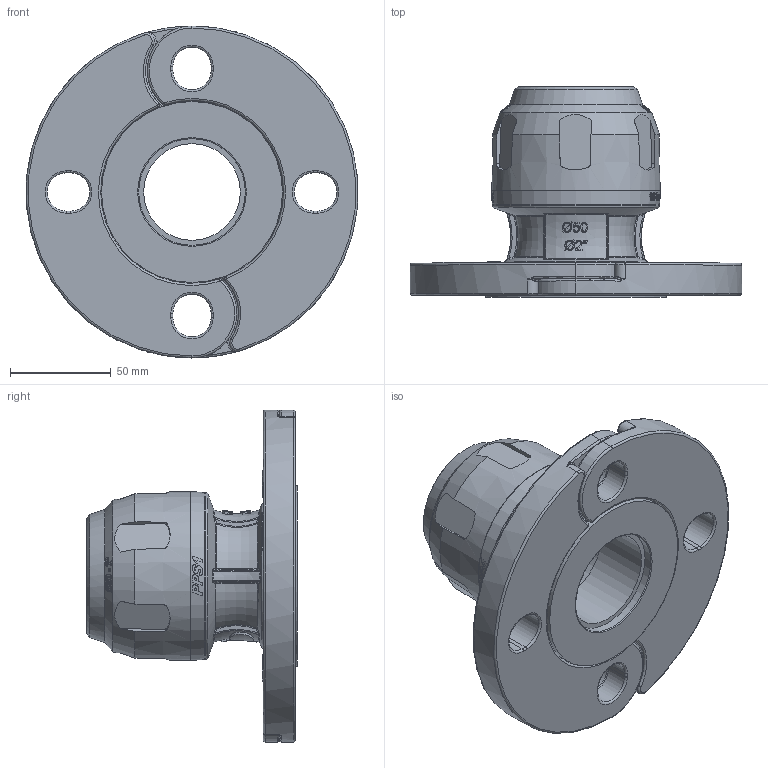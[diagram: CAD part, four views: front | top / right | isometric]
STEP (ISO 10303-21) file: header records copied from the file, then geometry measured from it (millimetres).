
FILE_DESCRIPTION(/* description */ (''),/* implementation_level */ '2;1');
FILE_NAME(/* name */ 'PPS1 UFC50.x_t.ipt.stp',/* time_stamp */ '2021-12-23T10:59:11+01:00',/* author */ ('Utilisateur'),/* organization */ (''),/* preprocessor_version */ 'ST-DEVELOPER v18.1',/* originating_system */ 'Autodesk Inventor 2021',/* authorisation */ '');
FILE_SCHEMA (('AUTOMOTIVE_DESIGN { 1 0 10303 214 3 1 1 }'));
Products named in the file (1): PPS1 UFC50.x_t
Bounding box: 164.66 x 104.7 x 165 mm (x, y, z)
Volume: 491603.6 mm3; surface area: 102504.8 mm2
Topology: 1 solids, 1 shells, 1917 faces, 5173 edges, 3370 vertices
Faces by surface type: bspline 780, plane 581, cylinder 343, torus 124, cone 65, sphere 24
Full cylindrical faces by diameter (mm): 12 x1, 48 x1, 50.9 x1, 53 x1, 69 x1, 72 x1, 82.949 x1, 90 x1
Entity records: 75229 total; most frequent: CARTESIAN_POINT 30212, ORIENTED_EDGE 10326, DIRECTION 6740, EDGE_CURVE 5163, VERTEX_POINT 3370, AXIS2_PLACEMENT_3D 2287, LINE 2166, VECTOR 2166
